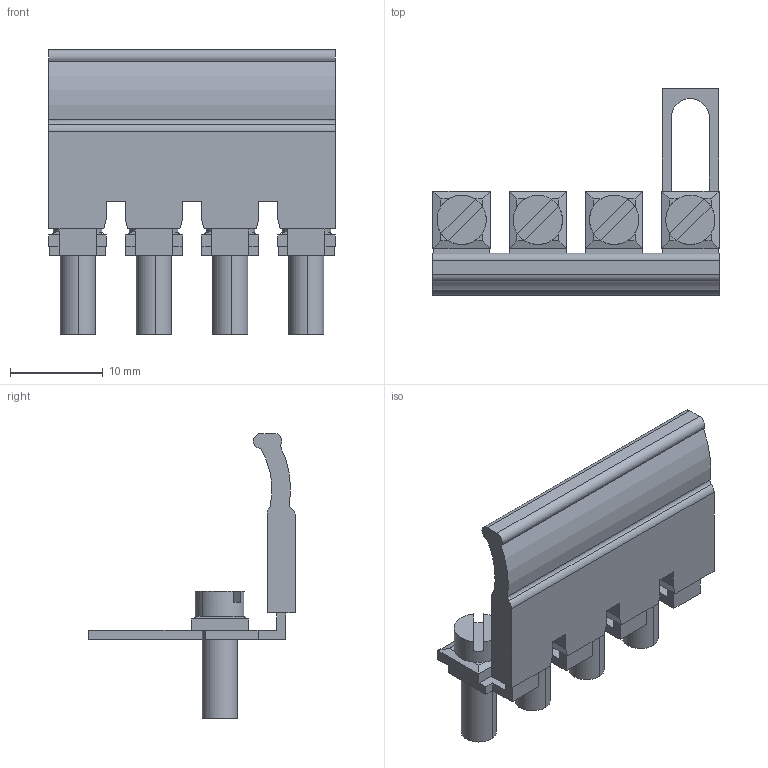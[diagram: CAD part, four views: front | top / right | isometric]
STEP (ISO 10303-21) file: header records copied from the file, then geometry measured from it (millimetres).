
FILE_DESCRIPTION(('Creo Elements/Direct Modeling STEP Export'),'2;1');
FILE_NAME('model.stp','2020-07-22T 0:52:10',(''),(''),'Creo Elements/Direct Modeling STEP processor for AP214 (Solid Model)','Creo Elements/Direct Modeling 20.1A 29-Sep-2018 (C) Parametric Technology GmbH','');
FILE_SCHEMA(('AUTOMOTIVE_DESIGN { 1 0 10303 214 1 1 1 1 }'));
Length unit declared in the file: millimetre
Products named in the file (2): SB_4_URTK_SP-select
Assembly tree (1 placements, depth 2):
  SB_4_URTK_SP-select
    SB_4_URTK_SP-select
Bounding box: 30.8 x 22.2 x 30.65 mm (x, y, z)
Volume: 2581.5 mm3; surface area: 3070.5 mm2
Topology: 1 solids, 1 shells, 203 faces, 522 edges, 328 vertices
Faces by surface type: plane 174, cylinder 27, bspline 2
Entity records: 7889 total; most frequent: CARTESIAN_POINT 1696, ORIENTED_EDGE 1044, DIRECTION 805, EDGE_CURVE 522, VECTOR 387, LINE 387, VERTEX_POINT 328, EDGE_LOOP 212
